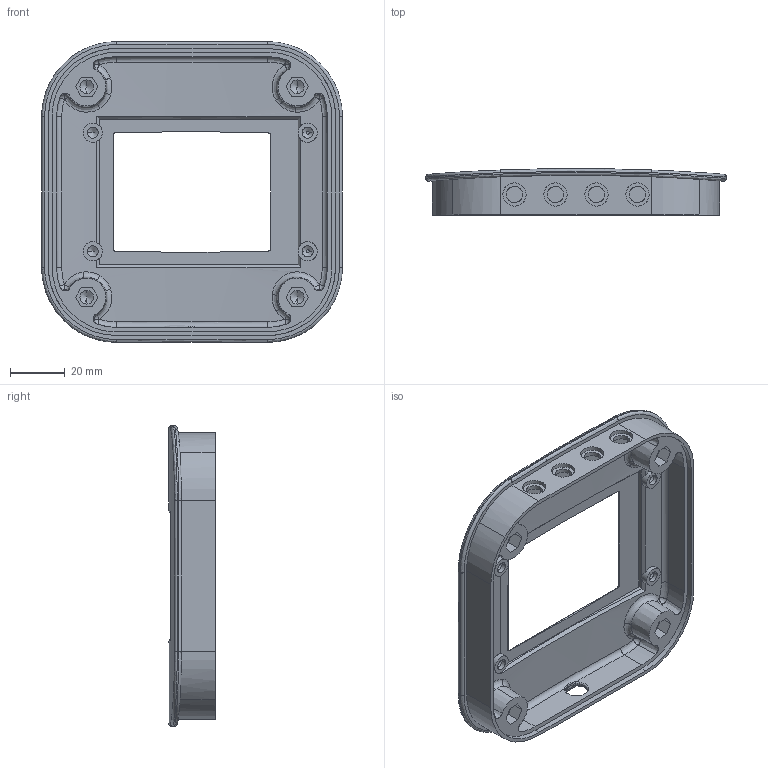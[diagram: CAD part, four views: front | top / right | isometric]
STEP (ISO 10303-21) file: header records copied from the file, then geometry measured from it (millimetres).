
FILE_DESCRIPTION(('CATIA V5 STEP Exchange'),'2;1');
FILE_NAME('Deckel_Anschluss_mittig.stp','2015-12-28T23:51:17+00:00',('none'),('none'),'CATIA Version 5 Release 19 SP 9 (IN-10)','CATIA V5 STEP AP203','none');
FILE_SCHEMA(('CONFIG_CONTROL_DESIGN'));
Length unit declared in the file: millimetre
Products named in the file (1): Deckel_oben
Bounding box: 110 x 17 x 110 mm (x, y, z)
Volume: 45339 mm3; surface area: 29866.9 mm2
Topology: 1 solids, 1 shells, 291 faces, 748 edges, 467 vertices
Faces by surface type: bspline 82, plane 80, cylinder 65, cone 26, sphere 16, extrusion 13, torus 9
Entity records: 17633 total; most frequent: CARTESIAN_POINT 11727, ORIENTED_EDGE 1472, DIRECTION 760, EDGE_CURVE 736, VERTEX_POINT 467, EDGE_LOOP 323, AXIS2_PLACEMENT_3D 307, ADVANCED_FACE 291
